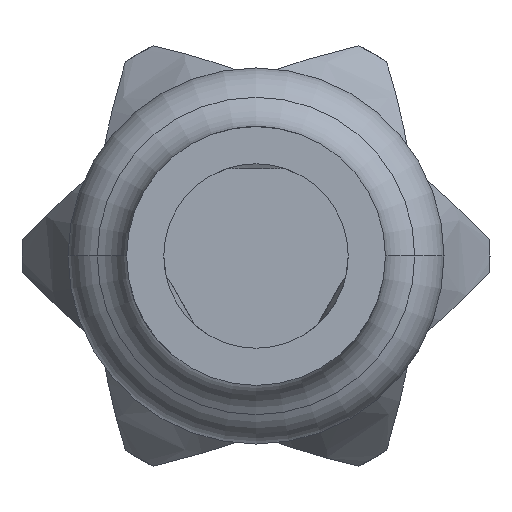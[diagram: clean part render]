
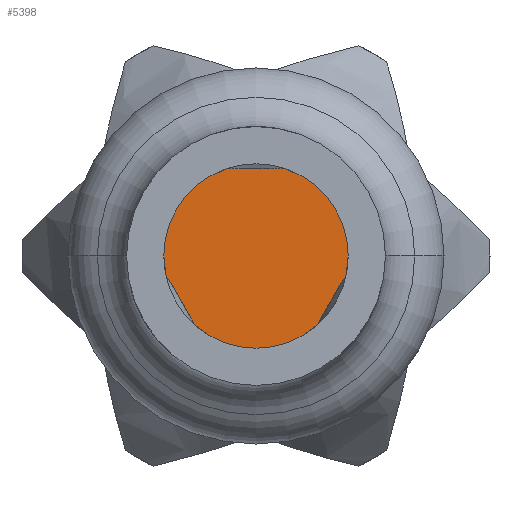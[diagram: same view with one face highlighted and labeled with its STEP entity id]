
A CAD part, front view. The second image highlights one B-rep face of the part: STEP entity #5398.
In plain terms, the highlighted planar face has unit normal (0, -1, 0).
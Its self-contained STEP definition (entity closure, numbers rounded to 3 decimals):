
#84 = AXIS2_PLACEMENT_3D ( 'NONE', #1698, #1651, #5456 ) ;
#143 = DIRECTION ( 'NONE',  ( 1., 0., 0. ) ) ;
#334 = CARTESIAN_POINT ( 'NONE',  ( 0., -24.7, 0. ) ) ;
#788 = VERTEX_POINT ( 'NONE', #2415 ) ;
#1651 = DIRECTION ( 'NONE',  ( 0., 1., 0. ) ) ;
#1698 = CARTESIAN_POINT ( 'NONE',  ( 0., -24.7, 0. ) ) ;
#2001 = DIRECTION ( 'NONE',  ( 0., 1., 0. ) ) ;
#2179 = ORIENTED_EDGE ( 'NONE', *, *, #5634, .F. ) ;
#2357 = CARTESIAN_POINT ( 'NONE',  ( 0., -24.7, 0. ) ) ;
#2415 = CARTESIAN_POINT ( 'NONE',  ( 0.513, -24.7, 0. ) ) ;
#2498 = EDGE_LOOP ( 'NONE', ( #2179, #3114 ) ) ;
#2818 = VERTEX_POINT ( 'NONE', #5154 ) ;
#3008 = EDGE_CURVE ( 'Defeature ausgef�hrt1_0+Defeature ausgef�hrt1_42+Defeature ausgef�hrt1_42+Defeature ausgef�hrt1_42', #788, #2818, #5127, .T. ) ;
#3016 = PLANE ( 'NONE',  #6007 ) ;
#3114 = ORIENTED_EDGE ( 'NONE', *, *, #3008, .F. ) ;
#4638 = CIRCLE ( 'NONE', #84, 0.513 ) ;
#5127 = CIRCLE ( 'NONE', #6289, 0.513 ) ;
#5154 = CARTESIAN_POINT ( 'NONE',  ( -0.513, -24.7, 0. ) ) ;
#5398 = ADVANCED_FACE ( 'Defeature ausgef�hrt1_42', ( #6506 ), #3016, .F. ) ;
#5456 = DIRECTION ( 'NONE',  ( 1., 0., 0. ) ) ;
#5634 = EDGE_CURVE ( 'Defeature ausgef�hrt1_0+Defeature ausgef�hrt1_42+Defeature ausgef�hrt1_42+Defeature ausgef�hrt1_42', #2818, #788, #4638, .T. ) ;
#6007 = AXIS2_PLACEMENT_3D ( 'NONE', #334, #2001, #6824 ) ;
#6134 = DIRECTION ( 'NONE',  ( 0., 1., 0. ) ) ;
#6289 = AXIS2_PLACEMENT_3D ( 'NONE', #2357, #6134, #143 ) ;
#6506 = FACE_OUTER_BOUND ( 'NONE', #2498, .T. ) ;
#6824 = DIRECTION ( 'NONE',  ( -1., 0., 0. ) ) ;
